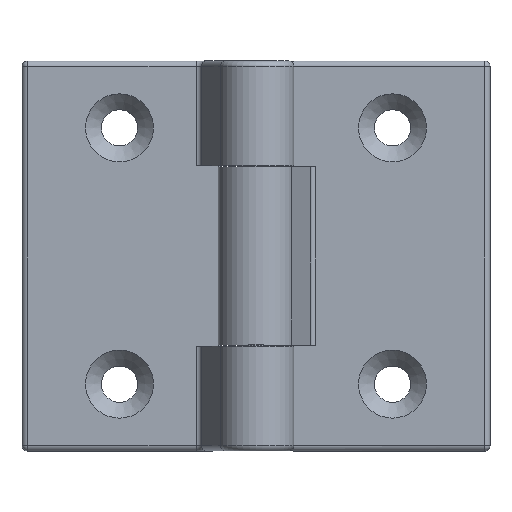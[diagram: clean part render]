
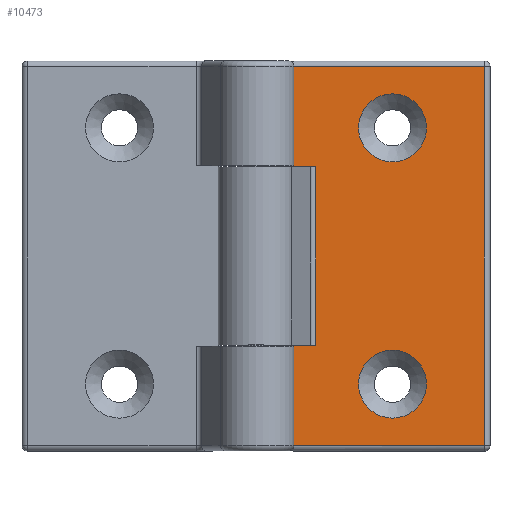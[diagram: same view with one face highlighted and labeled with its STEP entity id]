
A CAD part, top view. The second image highlights one B-rep face of the part: STEP entity #10473.
In plain terms, the highlighted planar face has unit normal (0, 0, 1).
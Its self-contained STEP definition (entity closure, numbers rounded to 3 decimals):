
#360 = LINE ( 'NONE', #10781, #28199 ) ;
#709 = CARTESIAN_POINT ( 'NONE',  ( -10.739, 16., 5. ) ) ;
#1544 = VERTEX_POINT ( 'NONE', #4882 ) ;
#2143 = CARTESIAN_POINT ( 'NONE',  ( -6.142, 34., 5. ) ) ;
#2560 = DIRECTION ( 'NONE',  ( 0., 1., 0. ) ) ;
#3096 = DIRECTION ( 'NONE',  ( -1., 0., 0. ) ) ;
#3151 = LINE ( 'NONE', #9833, #13620 ) ;
#3638 = CARTESIAN_POINT ( 'NONE',  ( -41., 35., 5. ) ) ;
#3955 = DIRECTION ( 'NONE',  ( 0., 0., 1. ) ) ;
#4209 = VERTEX_POINT ( 'NONE', #21778 ) ;
#4803 = ORIENTED_EDGE ( 'NONE', *, *, #9048, .F. ) ;
#4882 = CARTESIAN_POINT ( 'NONE',  ( -41., -34., 5. ) ) ;
#5062 = ORIENTED_EDGE ( 'NONE', *, *, #9154, .T. ) ;
#5132 = VERTEX_POINT ( 'NONE', #15440 ) ;
#5439 = AXIS2_PLACEMENT_3D ( 'NONE', #10496, #3955, #21623 ) ;
#5451 = CARTESIAN_POINT ( 'NONE',  ( -10.739, -16., 5. ) ) ;
#5658 = EDGE_CURVE ( 'NONE', #9044, #13666, #3151, .T. ) ;
#5683 = VECTOR ( 'NONE', #14265, 1000. ) ;
#5757 = EDGE_LOOP ( 'NONE', ( #15287 ) ) ;
#5969 = AXIS2_PLACEMENT_3D ( 'NONE', #26343, #6410, #24303 ) ;
#6410 = DIRECTION ( 'NONE',  ( 0., 0., 1. ) ) ;
#6443 = ORIENTED_EDGE ( 'NONE', *, *, #24526, .T. ) ;
#6513 = LINE ( 'NONE', #18183, #26666 ) ;
#6838 = VECTOR ( 'NONE', #23258, 1000. ) ;
#6960 = DIRECTION ( 'NONE',  ( 0., 0., -1. ) ) ;
#7483 = LINE ( 'NONE', #9906, #18598 ) ;
#7907 = EDGE_CURVE ( 'NONE', #5132, #5132, #13761, .T. ) ;
#8486 = LINE ( 'NONE', #20747, #5683 ) ;
#8793 = VERTEX_POINT ( 'NONE', #16459 ) ;
#9044 = VERTEX_POINT ( 'NONE', #2143 ) ;
#9048 = EDGE_CURVE ( 'NONE', #27221, #15594, #6513, .T. ) ;
#9154 = EDGE_CURVE ( 'NONE', #1544, #8793, #10349, .T. ) ;
#9219 = FACE_BOUND ( 'NONE', #14355, .T. ) ;
#9364 = VERTEX_POINT ( 'NONE', #17120 ) ;
#9833 = CARTESIAN_POINT ( 'NONE',  ( -42., 34., 5. ) ) ;
#9906 = CARTESIAN_POINT ( 'NONE',  ( -10.739, -16., 5. ) ) ;
#10035 = CARTESIAN_POINT ( 'NONE',  ( -42., -34., 5. ) ) ;
#10185 = VECTOR ( 'NONE', #2560, 1000. ) ;
#10269 = DIRECTION ( 'NONE',  ( 0., -1., 0. ) ) ;
#10349 = LINE ( 'NONE', #10035, #6838 ) ;
#10473 = ADVANCED_FACE ( 'NONE', ( #17228, #9219, #26608 ), #22642, .F. ) ;
#10496 = CARTESIAN_POINT ( 'NONE',  ( -24.5, -23., 5. ) ) ;
#10781 = CARTESIAN_POINT ( 'NONE',  ( -6.142, -16., 5. ) ) ;
#11553 = DIRECTION ( 'NONE',  ( 0., -1., 0. ) ) ;
#11580 = LINE ( 'NONE', #22553, #10185 ) ;
#11719 = LINE ( 'NONE', #3638, #20444 ) ;
#13584 = ORIENTED_EDGE ( 'NONE', *, *, #23909, .F. ) ;
#13620 = VECTOR ( 'NONE', #3096, 1000. ) ;
#13666 = VERTEX_POINT ( 'NONE', #21833 ) ;
#13761 = CIRCLE ( 'NONE', #5439, 6.1 ) ;
#14007 = EDGE_CURVE ( 'NONE', #9364, #8793, #360, .T. ) ;
#14265 = DIRECTION ( 'NONE',  ( -1., 0., 0. ) ) ;
#14300 = DIRECTION ( 'NONE',  ( -1., 0., 0. ) ) ;
#14355 = EDGE_LOOP ( 'NONE', ( #16758 ) ) ;
#15287 = ORIENTED_EDGE ( 'NONE', *, *, #16219, .F. ) ;
#15440 = CARTESIAN_POINT ( 'NONE',  ( -18.4, -23., 5. ) ) ;
#15594 = VERTEX_POINT ( 'NONE', #5451 ) ;
#16219 = EDGE_CURVE ( 'NONE', #26028, #26028, #28551, .T. ) ;
#16459 = CARTESIAN_POINT ( 'NONE',  ( -6.142, -34., 5. ) ) ;
#16758 = ORIENTED_EDGE ( 'NONE', *, *, #7907, .F. ) ;
#17006 = ORIENTED_EDGE ( 'NONE', *, *, #14007, .F. ) ;
#17120 = CARTESIAN_POINT ( 'NONE',  ( -6.142, -16., 5. ) ) ;
#17228 = FACE_BOUND ( 'NONE', #5757, .T. ) ;
#17252 = EDGE_CURVE ( 'NONE', #9364, #15594, #7483, .T. ) ;
#18183 = CARTESIAN_POINT ( 'NONE',  ( -10.739, 35., 5. ) ) ;
#18347 = AXIS2_PLACEMENT_3D ( 'NONE', #24938, #6960, #20267 ) ;
#18598 = VECTOR ( 'NONE', #14300, 1000. ) ;
#19914 = DIRECTION ( 'NONE',  ( 0., -1., 0. ) ) ;
#19968 = EDGE_CURVE ( 'NONE', #13666, #1544, #11719, .T. ) ;
#19992 = CARTESIAN_POINT ( 'NONE',  ( -18.4, 23., 5. ) ) ;
#20267 = DIRECTION ( 'NONE',  ( -1., 0., 0. ) ) ;
#20444 = VECTOR ( 'NONE', #10269, 1000. ) ;
#20685 = ORIENTED_EDGE ( 'NONE', *, *, #19968, .T. ) ;
#20747 = CARTESIAN_POINT ( 'NONE',  ( -10.739, 16., 5. ) ) ;
#21623 = DIRECTION ( 'NONE',  ( 1., 0., 0. ) ) ;
#21778 = CARTESIAN_POINT ( 'NONE',  ( -6.142, 16., 5. ) ) ;
#21833 = CARTESIAN_POINT ( 'NONE',  ( -41., 34., 5. ) ) ;
#22553 = CARTESIAN_POINT ( 'NONE',  ( -6.142, 16., 5. ) ) ;
#22642 = PLANE ( 'NONE',  #18347 ) ;
#23152 = EDGE_LOOP ( 'NONE', ( #20685, #5062, #17006, #24984, #4803, #13584, #6443, #23836 ) ) ;
#23258 = DIRECTION ( 'NONE',  ( 1., 0., 0. ) ) ;
#23836 = ORIENTED_EDGE ( 'NONE', *, *, #5658, .T. ) ;
#23909 = EDGE_CURVE ( 'NONE', #4209, #27221, #8486, .T. ) ;
#24303 = DIRECTION ( 'NONE',  ( 1., 0., 0. ) ) ;
#24526 = EDGE_CURVE ( 'NONE', #4209, #9044, #11580, .T. ) ;
#24938 = CARTESIAN_POINT ( 'NONE',  ( -42., 35., 5. ) ) ;
#24984 = ORIENTED_EDGE ( 'NONE', *, *, #17252, .T. ) ;
#26028 = VERTEX_POINT ( 'NONE', #19992 ) ;
#26343 = CARTESIAN_POINT ( 'NONE',  ( -24.5, 23., 5. ) ) ;
#26608 = FACE_OUTER_BOUND ( 'NONE', #23152, .T. ) ;
#26666 = VECTOR ( 'NONE', #11553, 1000. ) ;
#27221 = VERTEX_POINT ( 'NONE', #709 ) ;
#28199 = VECTOR ( 'NONE', #19914, 1000. ) ;
#28551 = CIRCLE ( 'NONE', #5969, 6.1 ) ;
